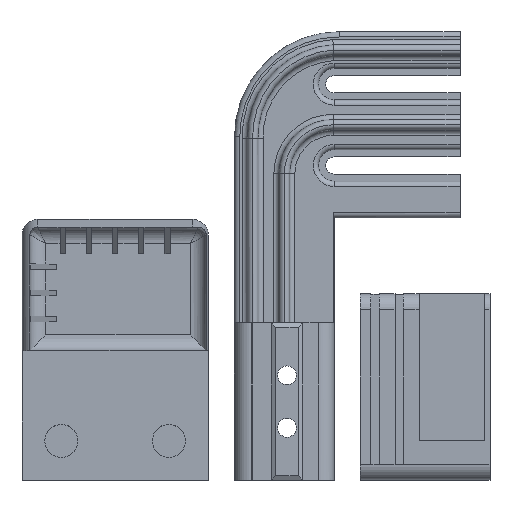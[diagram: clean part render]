
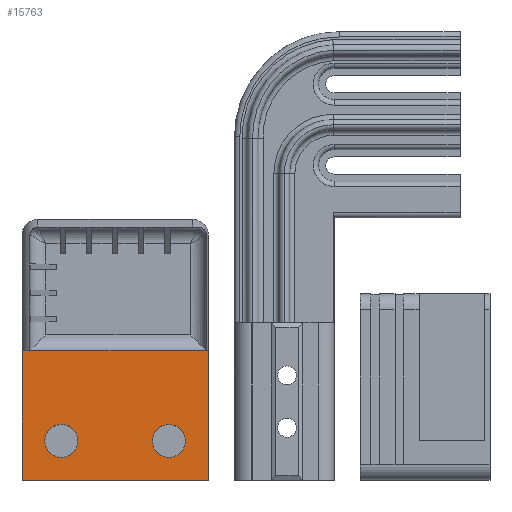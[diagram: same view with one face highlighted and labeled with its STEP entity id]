
A CAD part, top view. The second image highlights one B-rep face of the part: STEP entity #15763.
In plain terms, the highlighted planar face has unit normal (0, 0, 1).
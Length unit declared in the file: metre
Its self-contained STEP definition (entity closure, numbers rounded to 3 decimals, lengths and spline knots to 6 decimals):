
#167=CIRCLE('',#16674,0.00315);
#168=CIRCLE('',#16675,0.00315);
#846=ORIENTED_EDGE('',*,*,#5374,.F.);
#847=ORIENTED_EDGE('',*,*,#5173,.F.);
#848=ORIENTED_EDGE('',*,*,#5365,.T.);
#849=ORIENTED_EDGE('',*,*,#5369,.T.);
#850=ORIENTED_EDGE('',*,*,#5358,.F.);
#851=ORIENTED_EDGE('',*,*,#5375,.F.);
#852=ORIENTED_EDGE('',*,*,#5376,.T.);
#853=ORIENTED_EDGE('',*,*,#5377,.T.);
#5173=EDGE_CURVE('',#7458,#7454,#9023,.T.);
#5358=EDGE_CURVE('',#7637,#7639,#9208,.T.);
#5365=EDGE_CURVE('',#7458,#7643,#9212,.T.);
#5369=EDGE_CURVE('',#7643,#7639,#9216,.T.);
#5374=EDGE_CURVE('',#7454,#7648,#9219,.T.);
#5375=EDGE_CURVE('',#7648,#7637,#9220,.T.);
#5376=EDGE_CURVE('',#7649,#7649,#167,.F.);
#5377=EDGE_CURVE('',#7650,#7650,#168,.F.);
#7454=VERTEX_POINT('',#22120);
#7458=VERTEX_POINT('',#22128);
#7637=VERTEX_POINT('',#22494);
#7639=VERTEX_POINT('',#22497);
#7643=VERTEX_POINT('',#22515);
#7648=VERTEX_POINT('',#22532);
#7649=VERTEX_POINT('',#22535);
#7650=VERTEX_POINT('',#22537);
#9023=LINE('',#22129,#11207);
#9208=LINE('',#22496,#11392);
#9212=LINE('',#22514,#11396);
#9216=LINE('',#22522,#11400);
#9219=LINE('',#22531,#11403);
#9220=LINE('',#22533,#11404);
#11207=VECTOR('',#17941,1.);
#11392=VECTOR('',#18130,1.);
#11396=VECTOR('',#18142,1.);
#11400=VECTOR('',#18148,1.);
#11403=VECTOR('',#18159,1.);
#11404=VECTOR('',#18160,1.);
#13294=EDGE_LOOP('',(#846,#847,#848,#849,#850,#851));
#13295=EDGE_LOOP('',(#852));
#13296=EDGE_LOOP('',(#853));
#14157=FACE_BOUND('',#13294,.T.);
#14158=FACE_BOUND('',#13295,.T.);
#14159=FACE_BOUND('',#13296,.T.);
#14989=PLANE('',#16673);
#15763=ADVANCED_FACE('',(#14157,#14158,#14159),#14989,.T.);
#16673=AXIS2_PLACEMENT_3D('',#22530,#18157,#18158);
#16674=AXIS2_PLACEMENT_3D('',#22534,#18161,#18162);
#16675=AXIS2_PLACEMENT_3D('',#22536,#18163,#18164);
#17941=DIRECTION('',(-1.,0.,0.));
#18130=DIRECTION('',(0.,1.,0.));
#18142=DIRECTION('',(0.,1.,0.));
#18148=DIRECTION('',(-1.,0.,0.));
#18157=DIRECTION('',(0.,0.,1.));
#18158=DIRECTION('',(1.,0.,0.));
#18159=DIRECTION('',(0.,1.,0.));
#18160=DIRECTION('',(0.,1.,0.));
#18161=DIRECTION('',(0.,0.,1.));
#18162=DIRECTION('',(1.,0.,0.));
#18163=DIRECTION('',(0.,0.,1.));
#18164=DIRECTION('',(1.,0.,0.));
#22120=CARTESIAN_POINT('',(0.005755,-0.02451,0.));
#22128=CARTESIAN_POINT('',(0.030455,-0.02451,0.));
#22129=CARTESIAN_POINT('',(0.018105,-0.02451,0.));
#22494=CARTESIAN_POINT('',(0.005755,0.01059,0.));
#22496=CARTESIAN_POINT('',(0.005755,-0.00676,0.));
#22497=CARTESIAN_POINT('',(0.005755,0.01099,0.));
#22514=CARTESIAN_POINT('',(0.030455,-0.00676,0.));
#22515=CARTESIAN_POINT('',(0.030455,0.01099,0.));
#22522=CARTESIAN_POINT('',(0.018105,0.01099,0.));
#22530=CARTESIAN_POINT('',(0.018105,-0.00676,0.));
#22531=CARTESIAN_POINT('',(0.005755,-0.00676,0.));
#22532=CARTESIAN_POINT('',(0.005755,-0.02301,0.));
#22533=CARTESIAN_POINT('',(0.005755,-0.00676,0.));
#22534=CARTESIAN_POINT('',(0.022955,-0.01701,0.));
#22535=CARTESIAN_POINT('',(0.026105,-0.01701,0.));
#22536=CARTESIAN_POINT('',(0.022955,0.00349,0.));
#22537=CARTESIAN_POINT('',(0.026105,0.00349,0.));
